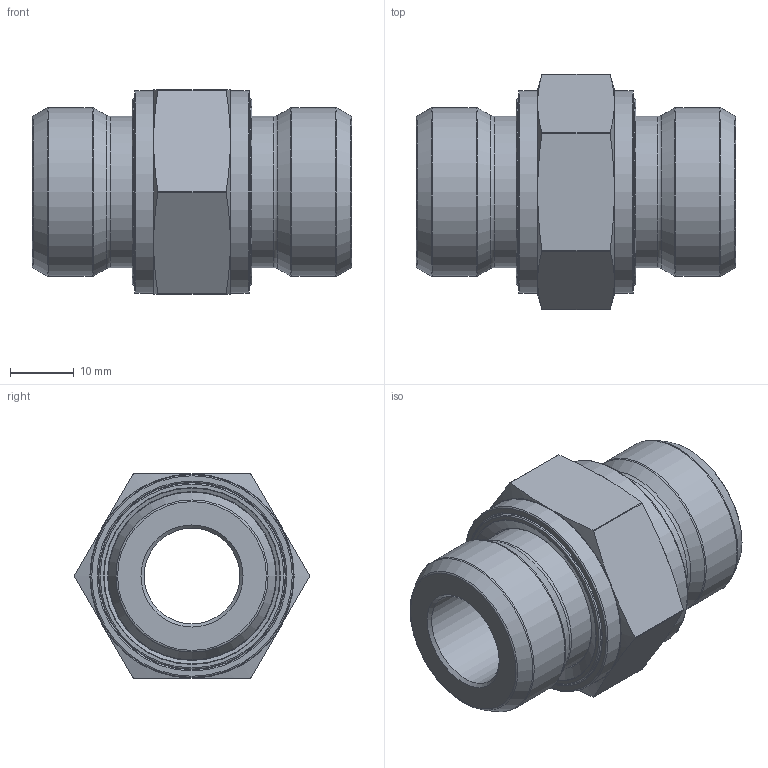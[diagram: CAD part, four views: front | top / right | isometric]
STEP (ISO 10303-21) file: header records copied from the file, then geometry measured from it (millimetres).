
FILE_DESCRIPTION(/* description */ (''),/* implementation_level */ '2;1');
FILE_NAME(/* name */ 'DU20.stp',/* time_stamp */ '2021-01-28T12:06:37+01:00',/* author */ (''),/* organization */ (''),/* preprocessor_version */ 'ST-DEVELOPER v16',/* originating_system */ 'SIEMENS PLM Software NX 10.0',/* authorisation */ '');
FILE_SCHEMA (('AP203_CONFIGURATION_CONTROLLED_3D_DESIGN_OF_MECHANICAL_PARTS_AND_ASSEMBLIES_MIM_LF { 1 0 10303 403 2 1 2}'));
Length unit declared in the file: millimetre
Products named in the file (1): nwer25089A16msp3
Bounding box: 50 x 36.9 x 32 mm (x, y, z)
Volume: 22667 mm3; surface area: 9890.1 mm2
Topology: 3 solids, 3 shells, 77 faces, 166 edges, 101 vertices
Faces by surface type: cone 20, torus 20, cylinder 19, plane 18
Full cylindrical faces by diameter (mm): 15 x1, 23.7 x2, 23.9 x2, 26.44 x2, 29.2 x2, 29.345 x2, 31.8 x2
Entity records: 1994 total; most frequent: CARTESIAN_POINT 494, DIRECTION 296, ORIENTED_EDGE 224, AXIS2_PLACEMENT_3D 142, EDGE_LOOP 130, EDGE_CURVE 112, FACE_BOUND 106, VERTEX_POINT 88
